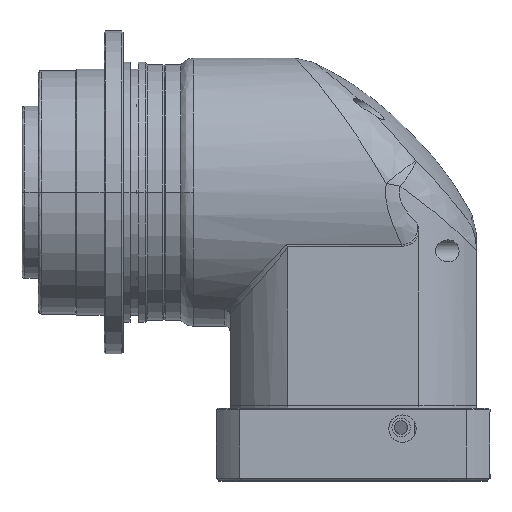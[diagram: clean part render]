
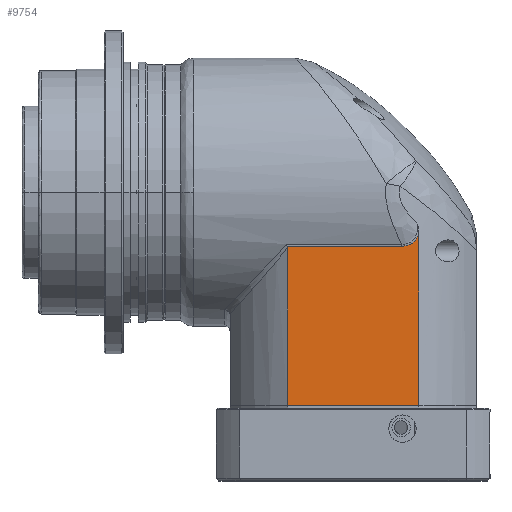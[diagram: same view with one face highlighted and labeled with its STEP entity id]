
A CAD part, top view. The second image highlights one B-rep face of the part: STEP entity #9754.
In plain terms, the highlighted planar face has unit normal (0, 0, 1).
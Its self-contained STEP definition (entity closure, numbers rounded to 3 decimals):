
#408 = CARTESIAN_POINT ( 'NONE',  ( 87.999, -64.734, 90. ) ) ;
#501 = CARTESIAN_POINT ( 'NONE',  ( 93.1, -60.25, 90. ) ) ;
#1098 = VECTOR ( 'NONE', #13939, 1000. ) ;
#1897 = ORIENTED_EDGE ( 'NONE', *, *, #15415, .F. ) ;
#2104 = AXIS2_PLACEMENT_3D ( 'NONE', #18878, #7767, #20731 ) ;
#2227 = VERTEX_POINT ( 'NONE', #14709 ) ;
#2325 = CARTESIAN_POINT ( 'NONE',  ( 89.526, -64.324, 90. ) ) ;
#3128 = ORIENTED_EDGE ( 'NONE', *, *, #19835, .T. ) ;
#3587 = CARTESIAN_POINT ( 'NONE',  ( 57.05, -123., 90. ) ) ;
#4208 = CARTESIAN_POINT ( 'NONE',  ( 90.746, -63.654, 90. ) ) ;
#4637 = VECTOR ( 'NONE', #14711, 1000. ) ;
#4988 = CARTESIAN_POINT ( 'NONE',  ( 93.1, -60.25, 90. ) ) ;
#5075 = ORIENTED_EDGE ( 'NONE', *, *, #21767, .T. ) ;
#5502 = B_SPLINE_CURVE_WITH_KNOTS ( 'NONE', 3,
 ( #22711, #9750, #408, #13483, #2325, #15325, #4208, #17216, #6093, #19048, #7954, #20903, #9831, #22785, #11677, #501 ),
 .UNSPECIFIED., .F., .F.,
 ( 4, 2, 2, 2, 2, 2, 2, 4 ),
 ( 0., 0.125, 0.25, 0.375, 0.5, 0.625, 0.75, 1. ),
 .UNSPECIFIED. ) ;
#5635 = VERTEX_POINT ( 'NONE', #11290 ) ;
#5993 = CARTESIAN_POINT ( 'NONE',  ( 44.997, -64.799, 90. ) ) ;
#6093 = CARTESIAN_POINT ( 'NONE',  ( 91.645, -62.856, 90. ) ) ;
#6117 = VERTEX_POINT ( 'NONE', #4988 ) ;
#6681 = CARTESIAN_POINT ( 'NONE',  ( 44.997, -64.799, 90. ) ) ;
#7767 = DIRECTION ( 'NONE',  ( 0., 0., 1. ) ) ;
#7954 = CARTESIAN_POINT ( 'NONE',  ( 92.259, -62.056, 90. ) ) ;
#8577 = CARTESIAN_POINT ( 'NONE',  ( 45.1, -65.349, 90. ) ) ;
#9582 = PLANE ( 'NONE',  #2104 ) ;
#9750 = CARTESIAN_POINT ( 'NONE',  ( 87.427, -64.799, 90. ) ) ;
#9754 = ADVANCED_FACE ( 'NONE', ( #24139 ), #9582, .T. ) ;
#9831 = CARTESIAN_POINT ( 'NONE',  ( 92.664, -61.34, 90. ) ) ;
#10665 = CARTESIAN_POINT ( 'NONE',  ( 45.1, -123., 90. ) ) ;
#10719 = LINE ( 'NONE', #14259, #19411 ) ;
#11290 = CARTESIAN_POINT ( 'NONE',  ( 86.826, -64.799, 90. ) ) ;
#11596 = CARTESIAN_POINT ( 'NONE',  ( 93.1, -123., 90. ) ) ;
#11677 = CARTESIAN_POINT ( 'NONE',  ( 93.042, -60.431, 90. ) ) ;
#11939 = ORIENTED_EDGE ( 'NONE', *, *, #19931, .T. ) ;
#12070 = CARTESIAN_POINT ( 'NONE',  ( 93.1, -119., 90. ) ) ;
#12485 = VERTEX_POINT ( 'NONE', #10665 ) ;
#13483 = CARTESIAN_POINT ( 'NONE',  ( 89.048, -64.496, 90. ) ) ;
#13689 = ORIENTED_EDGE ( 'NONE', *, *, #15266, .F. ) ;
#13939 = DIRECTION ( 'NONE',  ( 0., -1., 0. ) ) ;
#14191 = VERTEX_POINT ( 'NONE', #5993 ) ;
#14259 = CARTESIAN_POINT ( 'NONE',  ( 45.1, -90., 90. ) ) ;
#14709 = CARTESIAN_POINT ( 'NONE',  ( 45.1, -65.349, 90. ) ) ;
#14711 = DIRECTION ( 'NONE',  ( 1., 0., 0. ) ) ;
#15128 = EDGE_CURVE ( 'NONE', #5635, #6117, #5502, .T. ) ;
#15133 = VERTEX_POINT ( 'NONE', #11596 ) ;
#15266 = EDGE_CURVE ( 'NONE', #6117, #15133, #15378, .T. ) ;
#15325 = CARTESIAN_POINT ( 'NONE',  ( 90.375, -63.903, 90. ) ) ;
#15378 = LINE ( 'NONE', #12070, #1098 ) ;
#15415 = EDGE_CURVE ( 'NONE', #12485, #2227, #10719, .T. ) ;
#16829 = VECTOR ( 'NONE', #22503, 1000. ) ;
#17026 = ORIENTED_EDGE ( 'NONE', *, *, #15128, .F. ) ;
#17216 = CARTESIAN_POINT ( 'NONE',  ( 91.382, -63.13, 90. ) ) ;
#17812 = CARTESIAN_POINT ( 'NONE',  ( 45.077, -64.972, 90. ) ) ;
#18878 = CARTESIAN_POINT ( 'NONE',  ( 57.05, -60.5, 90. ) ) ;
#19048 = CARTESIAN_POINT ( 'NONE',  ( 92.083, -62.318, 90. ) ) ;
#19411 = VECTOR ( 'NONE', #19823, 1000. ) ;
#19657 = CARTESIAN_POINT ( 'NONE',  ( 45.1, -65.16, 90. ) ) ;
#19823 = DIRECTION ( 'NONE',  ( 0., 1., 0. ) ) ;
#19835 = EDGE_CURVE ( 'NONE', #12485, #15133, #23765, .T. ) ;
#19931 = EDGE_CURVE ( 'NONE', #5635, #14191, #21730, .T. ) ;
#20640 = CARTESIAN_POINT ( 'NONE',  ( 0., -64.799, 90. ) ) ;
#20731 = DIRECTION ( 'NONE',  ( 1., 0., 0. ) ) ;
#20903 = CARTESIAN_POINT ( 'NONE',  ( 92.549, -61.566, 90. ) ) ;
#21730 = LINE ( 'NONE', #20640, #16829 ) ;
#21767 = EDGE_CURVE ( 'NONE', #14191, #2227, #23945, .T. ) ;
#22503 = DIRECTION ( 'NONE',  ( -1., 0., 0. ) ) ;
#22711 = CARTESIAN_POINT ( 'NONE',  ( 86.826, -64.799, 90. ) ) ;
#22785 = CARTESIAN_POINT ( 'NONE',  ( 92.941, -60.734, 90. ) ) ;
#23529 = EDGE_LOOP ( 'NONE', ( #5075, #1897, #3128, #13689, #17026, #11939 ) ) ;
#23765 = LINE ( 'NONE', #3587, #4637 ) ;
#23945 = B_SPLINE_CURVE_WITH_KNOTS ( 'NONE', 3,
 ( #6681, #17812, #19657, #8577 ),
 .UNSPECIFIED., .F., .F.,
 ( 4, 4 ),
 ( 0., 0.001 ),
 .UNSPECIFIED. ) ;
#24139 = FACE_OUTER_BOUND ( 'NONE', #23529, .T. ) ;
